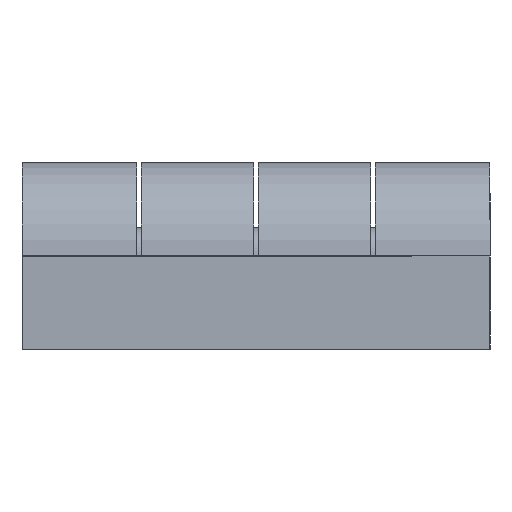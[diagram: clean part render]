
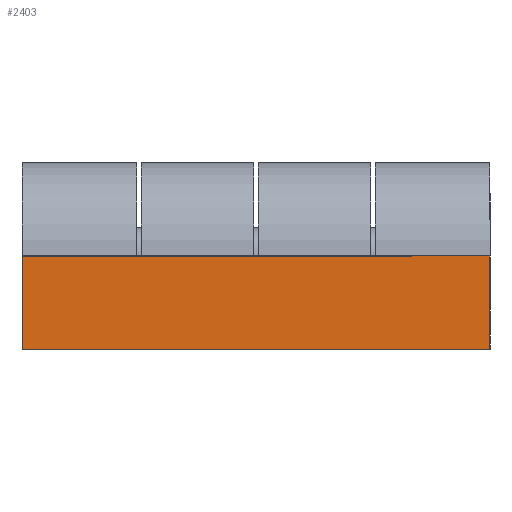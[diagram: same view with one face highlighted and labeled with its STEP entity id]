
A CAD part, left-side view. The second image highlights one B-rep face of the part: STEP entity #2403.
In plain terms, the highlighted planar face has unit normal (-1, 0, 0).
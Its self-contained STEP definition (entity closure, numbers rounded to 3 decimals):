
#110=LINE($,#3549,#312);
#118=LINE($,#3564,#320);
#125=LINE($,#3585,#327);
#126=LINE($,#3586,#328);
#312=VECTOR($,#2894,10.);
#320=VECTOR($,#2904,50.);
#327=VECTOR($,#2927,10.);
#328=VECTOR($,#2928,50.);
#569=FACE_OUTER_BOUND($,#733,.T.);
#733=EDGE_LOOP($,(#1680,#1681,#1682,#1683));
#983=VERTEX_POINT($,#3546);
#984=VERTEX_POINT($,#3548);
#990=VERTEX_POINT($,#3562);
#996=VERTEX_POINT($,#3584);
#1242=EDGE_CURVE($,#984,#983,#110,.T.);
#1250=EDGE_CURVE($,#983,#990,#118,.T.);
#1260=EDGE_CURVE($,#990,#996,#125,.T.);
#1261=EDGE_CURVE($,#984,#996,#126,.T.);
#1680=ORIENTED_EDGE($,*,*,#1260,.T.);
#1681=ORIENTED_EDGE($,*,*,#1261,.F.);
#1682=ORIENTED_EDGE($,*,*,#1242,.T.);
#1683=ORIENTED_EDGE($,*,*,#1250,.T.);
#2272=PLANE($,#2577);
#2403=ADVANCED_FACE($,(#569),#2272,.T.);
#2577=AXIS2_PLACEMENT_3D($,#3583,#2925,#2926);
#2894=DIRECTION($,(0.,0.,-1.));
#2904=DIRECTION($,(0.,-1.,0.));
#2925=DIRECTION('center_axis',(-1.,0.,0.));
#2926=DIRECTION('ref_axis',(0.,-1.,0.));
#2927=DIRECTION($,(0.,0.,1.));
#2928=DIRECTION($,(0.,-1.,0.));
#3546=CARTESIAN_POINT('',(-60.,-9.,0.));
#3548=CARTESIAN_POINT('',(-60.,-9.,10.));
#3549=CARTESIAN_POINT($,(-60.,-9.,10.));
#3562=CARTESIAN_POINT('',(-60.,-59.,0.));
#3564=CARTESIAN_POINT($,(-60.,-9.,0.));
#3583=CARTESIAN_POINT('Origin',(-60.,-9.,0.));
#3584=CARTESIAN_POINT('',(-60.,-59.,10.));
#3585=CARTESIAN_POINT($,(-60.,-59.,0.));
#3586=CARTESIAN_POINT($,(-60.,-9.,10.));
